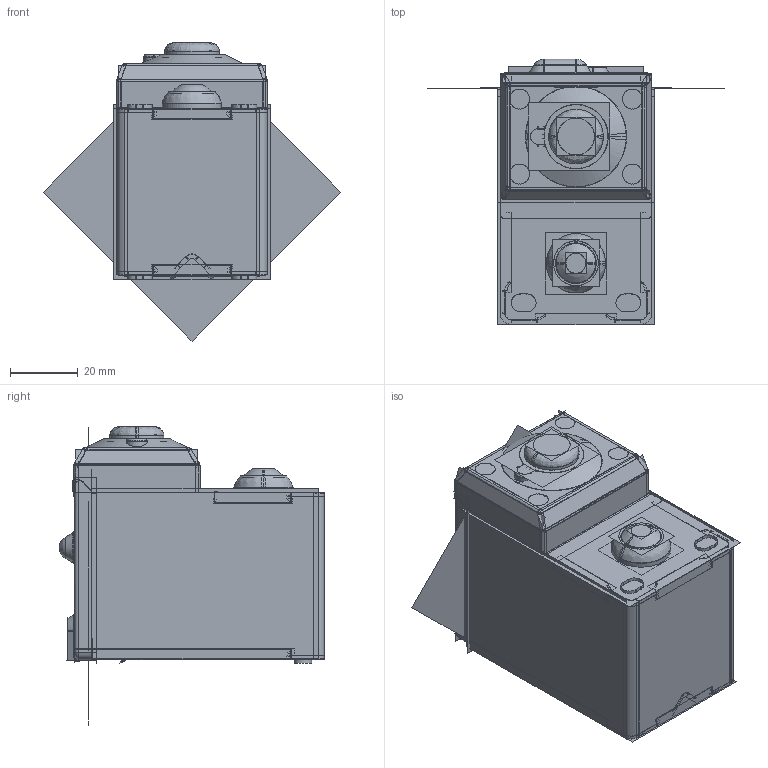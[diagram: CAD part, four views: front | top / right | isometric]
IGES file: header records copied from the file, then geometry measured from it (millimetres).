
Start section:  PTC IGES file: 204032.igs
Global section: file name: 204032.igs; native system: Creo Parametric by PTC Inc.; preprocessor: 2016260; author: pdmadmin; organization: Unknown; date: 20180118.072421; units: millimetre
Bounding box: 87.76 x 78.23 x 87.79 mm (x, y, z)
Volume: 73527.4 mm3; surface area: 279159.6 mm2
Topology: 10 solids, 10 shells, 1940 faces, 9762 edges, 12249 vertices
Faces by surface type: revolution 1050, bspline 890
